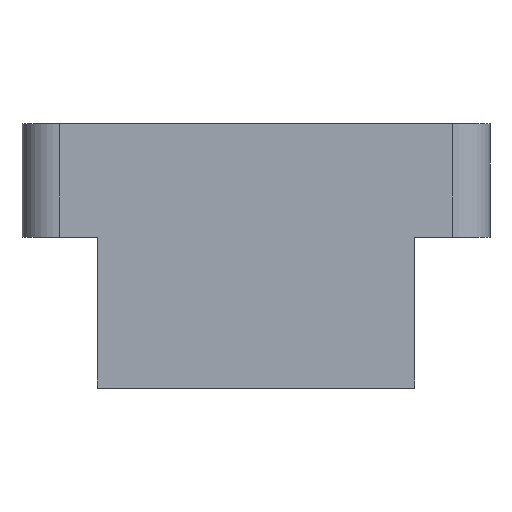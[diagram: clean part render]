
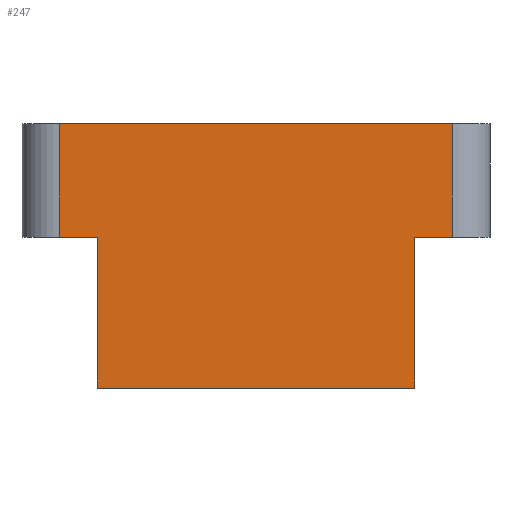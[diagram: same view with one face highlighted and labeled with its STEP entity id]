
A CAD part, top view. The second image highlights one B-rep face of the part: STEP entity #247.
In plain terms, the highlighted planar face has unit normal (0, 0, 1).
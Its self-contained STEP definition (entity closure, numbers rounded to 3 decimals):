
#41=FACE_OUTER_BOUND('',#56,.T.);
#56=EDGE_LOOP('',(#205,#206,#207,#208,#209,#210,#211,#212));
#75=LINE('',#384,#99);
#76=LINE('',#387,#100);
#79=LINE('',#392,#103);
#80=LINE('',#395,#104);
#83=LINE('',#414,#107);
#84=LINE('',#416,#108);
#85=LINE('',#418,#109);
#86=LINE('',#419,#110);
#99=VECTOR('',#309,10.);
#100=VECTOR('',#312,10.);
#103=VECTOR('',#317,10.);
#104=VECTOR('',#320,10.);
#107=VECTOR('',#343,10.);
#108=VECTOR('',#346,10.);
#109=VECTOR('',#347,10.);
#110=VECTOR('',#348,10.);
#119=VERTEX_POINT('',#380);
#120=VERTEX_POINT('',#382);
#121=VERTEX_POINT('',#386);
#122=VERTEX_POINT('',#390);
#123=VERTEX_POINT('',#394);
#128=VERTEX_POINT('',#410);
#129=VERTEX_POINT('',#412);
#130=VERTEX_POINT('',#417);
#143=EDGE_CURVE('',#119,#120,#75,.T.);
#144=EDGE_CURVE('',#121,#119,#76,.T.);
#147=EDGE_CURVE('',#122,#120,#79,.T.);
#148=EDGE_CURVE('',#123,#121,#80,.T.);
#158=EDGE_CURVE('',#128,#129,#83,.T.);
#159=EDGE_CURVE('',#122,#128,#84,.T.);
#160=EDGE_CURVE('',#130,#129,#85,.T.);
#161=EDGE_CURVE('',#123,#130,#86,.T.);
#205=ORIENTED_EDGE('',*,*,#143,.T.);
#206=ORIENTED_EDGE('',*,*,#147,.F.);
#207=ORIENTED_EDGE('',*,*,#159,.T.);
#208=ORIENTED_EDGE('',*,*,#158,.T.);
#209=ORIENTED_EDGE('',*,*,#160,.F.);
#210=ORIENTED_EDGE('',*,*,#161,.F.);
#211=ORIENTED_EDGE('',*,*,#148,.T.);
#212=ORIENTED_EDGE('',*,*,#144,.T.);
#234=PLANE('',#282);
#247=ADVANCED_FACE('',(#41),#234,.T.);
#282=AXIS2_PLACEMENT_3D('',#415,#344,#345);
#309=DIRECTION('',(1.,0.,0.));
#312=DIRECTION('',(0.,-1.,0.));
#317=DIRECTION('',(0.,-1.,0.));
#320=DIRECTION('',(1.,0.,0.));
#343=DIRECTION('',(0.,1.,0.));
#344=DIRECTION('center_axis',(0.,0.,1.));
#345=DIRECTION('ref_axis',(1.,0.,0.));
#346=DIRECTION('',(1.,0.,0.));
#347=DIRECTION('',(1.,0.,0.));
#348=DIRECTION('',(0.,1.,0.));
#380=CARTESIAN_POINT('',(5.,-20.,5.));
#382=CARTESIAN_POINT('',(47.,-20.,5.));
#384=CARTESIAN_POINT('',(13.,-20.,5.));
#386=CARTESIAN_POINT('',(5.,0.,5.));
#387=CARTESIAN_POINT('',(5.,0.,5.));
#390=CARTESIAN_POINT('',(47.,0.,5.));
#392=CARTESIAN_POINT('',(47.,0.,5.));
#394=CARTESIAN_POINT('',(0.,0.,5.));
#395=CARTESIAN_POINT('',(0.,0.,5.));
#410=CARTESIAN_POINT('',(52.,0.,5.));
#412=CARTESIAN_POINT('',(52.,15.,5.));
#414=CARTESIAN_POINT('',(52.,0.,5.));
#415=CARTESIAN_POINT('Origin',(0.,0.,5.));
#416=CARTESIAN_POINT('',(0.,0.,5.));
#417=CARTESIAN_POINT('',(0.,15.,5.));
#418=CARTESIAN_POINT('',(0.,15.,5.));
#419=CARTESIAN_POINT('',(0.,0.,5.));
